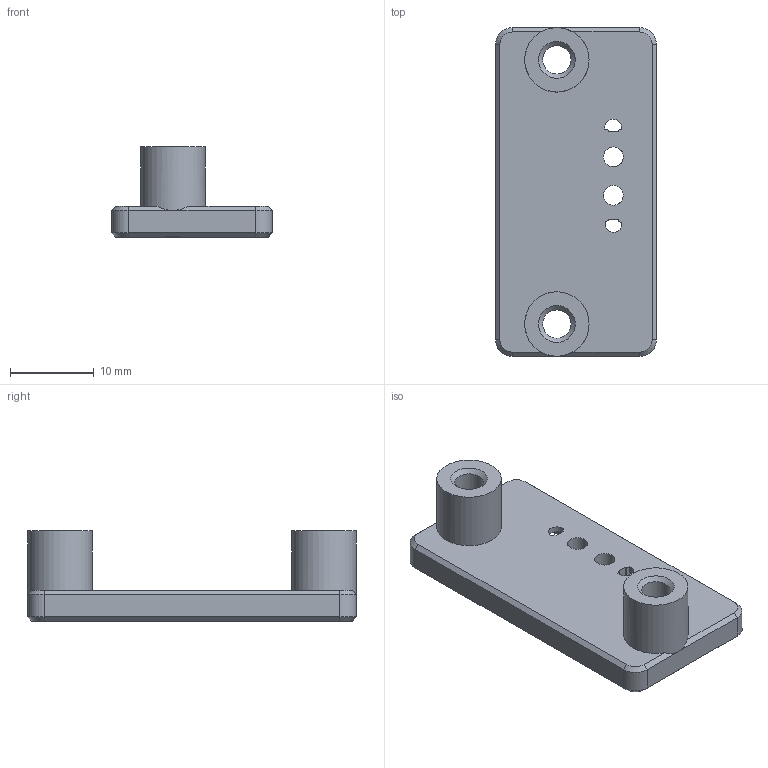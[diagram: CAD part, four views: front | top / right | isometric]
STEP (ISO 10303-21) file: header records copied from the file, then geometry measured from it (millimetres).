
FILE_DESCRIPTION(/* description */ (''),/* implementation_level */ '2;1');
FILE_NAME(/* name */ 'Klicky Adapter.step',/* time_stamp */ '2024-01-12T19:05:41-08:00',/* author */ (''),/* organization */ (''),/* preprocessor_version */ 'ST-DEVELOPER v20',/* originating_system */ 'Autodesk Translation Framework v12.14.0.127',/* authorisation */ '');
FILE_SCHEMA (('AUTOMOTIVE_DESIGN { 1 0 10303 214 3 1 1 }'));
Length unit declared in the file: millimetre
Products named in the file (1): Klicky Adapter
Bounding box: 19.22 x 39.31 x 10.79 mm (x, y, z)
Volume: 2756.9 mm3; surface area: 2627.2 mm2
Topology: 1 solids, 1 shells, 98 faces, 265 edges, 168 vertices
Faces by surface type: plane 58, cone 21, cylinder 19
Full cylindrical faces by diameter (mm): 2.385 x2, 3.4 x2, 6 x2, 7.708 x2
Entity records: 3126 total; most frequent: CARTESIAN_POINT 566, DIRECTION 538, ORIENTED_EDGE 530, EDGE_CURVE 265, AXIS2_PLACEMENT_3D 190, VERTEX_POINT 168, LINE 158, VECTOR 158
